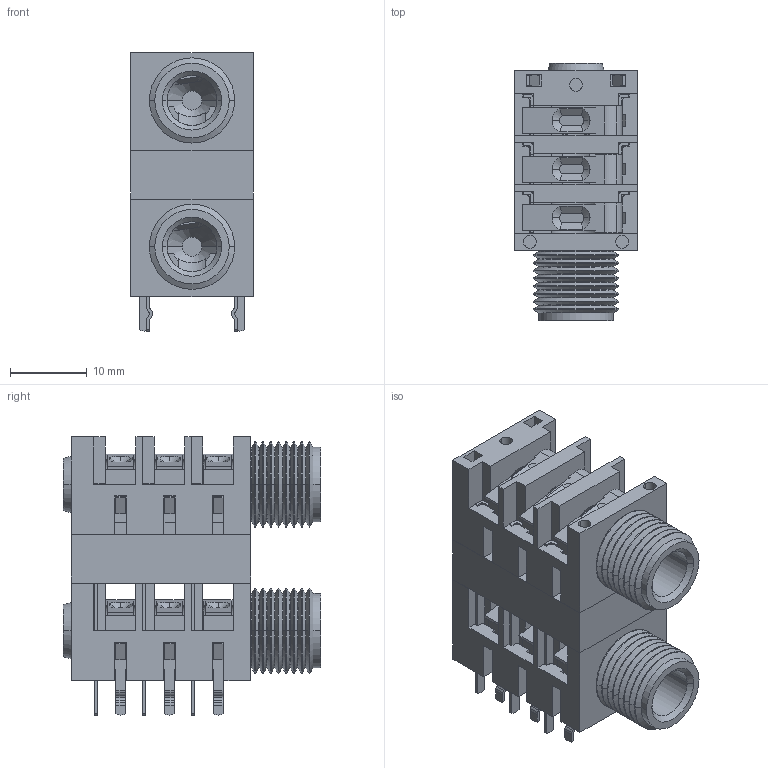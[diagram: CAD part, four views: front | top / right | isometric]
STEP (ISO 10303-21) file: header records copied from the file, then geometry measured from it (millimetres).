
FILE_DESCRIPTION((' '),'2;1');
FILE_NAME( 'ACJS-MHD.stp', '2022-09-01T08:09:49', (' '), ('--- Datakit www.datakit.com---'), ' Datakit CrossCadWare V2022.3 Jun 15 2022', 'DATAKIT 2022 (c)', ' ');
FILE_SCHEMA(('AP242_MANAGED_MODEL_BASED_3D_ENGINEERING_MIM_LF { 1 0 10303 442 1 1 4 }'));
Length unit declared in the file: millimetre
Products named in the file (1): ACJS-MHD
Bounding box: 16 x 33.5 x 36.25 mm (x, y, z)
Volume: 7484.9 mm3; surface area: 12704.1 mm2
Topology: 20 solids, 20 shells, 1443 faces, 3896 edges, 2514 vertices
Faces by surface type: plane 956, cylinder 343, cone 136, bspline 8
Entity records: 46511 total; most frequent: CARTESIAN_POINT 8066, ORIENTED_EDGE 7792, DIRECTION 7516, EDGE_CURVE 3896, VECTOR 3020, LINE 3020, VERTEX_POINT 2514, AXIS2_PLACEMENT_3D 2248
